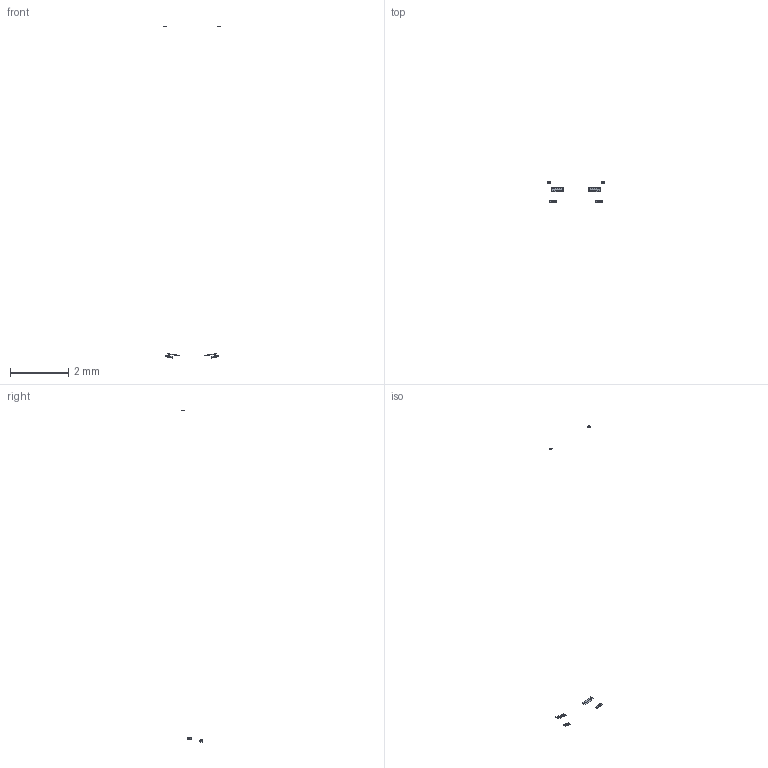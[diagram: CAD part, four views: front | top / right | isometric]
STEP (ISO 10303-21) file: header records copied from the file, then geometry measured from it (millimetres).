
FILE_DESCRIPTION (( 'STEP AP203' ), '1' );
FILE_NAME ('Body Lights White_Default_sldprt.STEP', '2019-12-12T20:29:29', ( '' ), ( '' ), 'SwSTEP 2.0', 'SolidWorks 2017', '' );
FILE_SCHEMA (( 'CONFIG_CONTROL_DESIGN' ));
Length unit declared in the file: millimetre
Products named in the file (1): Body Lights White_Default_sldprt
Bounding box: 1.95 x 0.73 x 11.39 mm (x, y, z)
Surface area: 0.3 mm2 (no closed solid volume)
Topology: 0 solids, 8 shells, 968 faces, 1506 edges, 548 vertices
Faces by surface type: plane 968
Entity records: 19366 total; most frequent: DIRECTION 3444, CARTESIAN_POINT 3023, ORIENTED_EDGE 2904, EDGE_CURVE 1506, LINE 1506, VECTOR 1506, AXIS2_PLACEMENT_3D 969, ADVANCED_FACE 968
